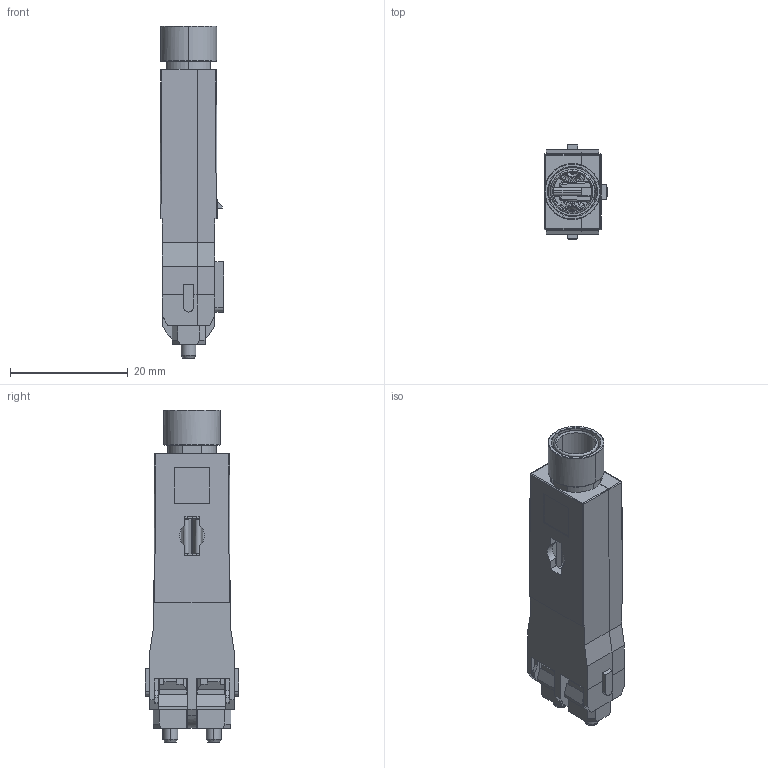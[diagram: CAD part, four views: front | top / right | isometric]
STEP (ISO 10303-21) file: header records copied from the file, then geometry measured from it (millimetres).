
FILE_DESCRIPTION(('CATIA V5 STEP Exchange','CAx-IF Rec.Pracs.--- Model Styling and Organization---1.4--- 2014-01-23'),'2;1');
FILE_NAME ('121570-3_0_2564960000_2564960000.stp','2022-06-03T07:43:45+00:00',('none'),('Weidmueller'),'CATIA Version 5-6 Release 2016 SP3 HF44','CATIA V5 STEP AP214','none');
FILE_SCHEMA(('AUTOMOTIVE_DESIGN { 1 0 10303 214 1 1 1 1 }'));
Products named in the file (1): 2564960000
Bounding box: 10.84 x 15.93 x 56.3 mm (x, y, z)
Volume: 3225.7 mm3; surface area: 8368.7 mm2
Topology: 14 solids, 14 shells, 1520 faces, 3953 edges, 2473 vertices
Faces by surface type: plane 630, bspline 530, cylinder 243, cone 62, torus 34, sphere 21
Entity records: 53656 total; most frequent: CARTESIAN_POINT 22894, ORIENTED_EDGE 7864, DIRECTION 4223, EDGE_CURVE 3932, VERTEX_POINT 2473, VECTOR 1863, LINE 1863, EDGE_LOOP 1587
